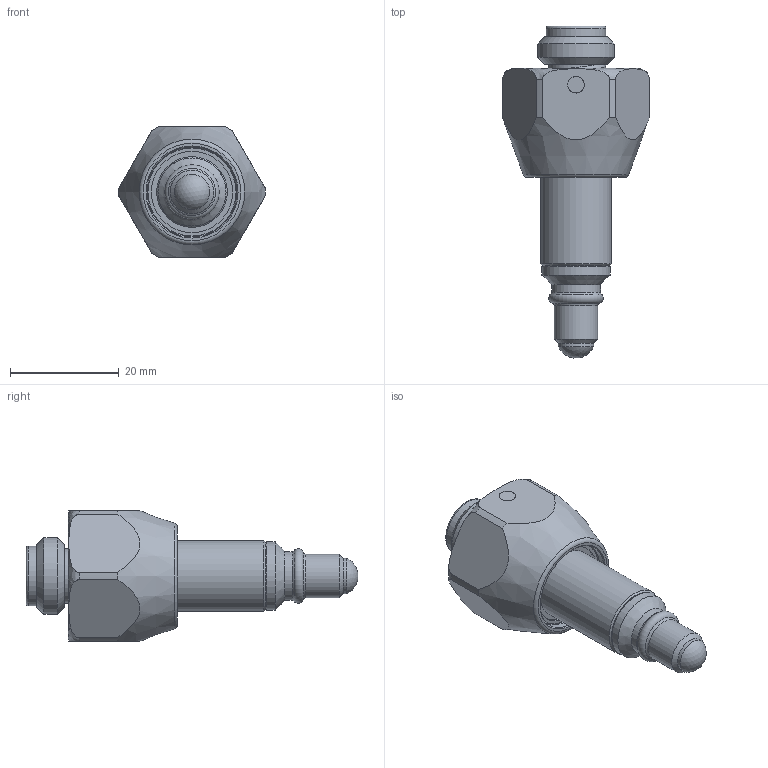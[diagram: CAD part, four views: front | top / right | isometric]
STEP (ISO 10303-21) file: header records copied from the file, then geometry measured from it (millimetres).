
FILE_DESCRIPTION((''),'2;1');
FILE_NAME('400042.stp','2008-08-04T15:14:15',('mbm'),(''),'Autodesk Inventor 2008','Autodesk Inventor 2008','');
FILE_SCHEMA(('AUTOMOTIVE_DESIGN { 1 0 10303 214 1 1 1 1 }'));
Length unit declared in the file: millimetre
Products named in the file (1): Part789
Bounding box: 26.97 x 60.98 x 24 mm (x, y, z)
Volume: 12853.2 mm3; surface area: 4058.7 mm2
Topology: 1 solids, 2 shells, 60 faces, 126 edges, 80 vertices
Faces by surface type: cylinder 23, plane 16, cone 10, bspline 6, torus 4, sphere 1
Full cylindrical faces by diameter (mm): 3 x1, 3.05 x1, 6.1 x1, 6.5 x1, 8 x1, 9 x1, 11 x1, 12.5 x1, 13 x1, 14 x1, 14.92 x1, 16.5 x1
Entity records: 2416 total; most frequent: CARTESIAN_POINT 1229, DIRECTION 222, ORIENTED_EDGE 182, AXIS2_PLACEMENT_3D 105, EDGE_LOOP 98, EDGE_CURVE 91, VERTEX_POINT 73, FACE_OUTER_BOUND 60
